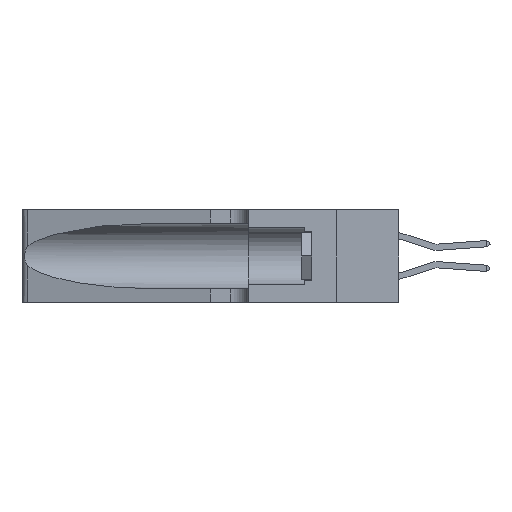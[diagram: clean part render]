
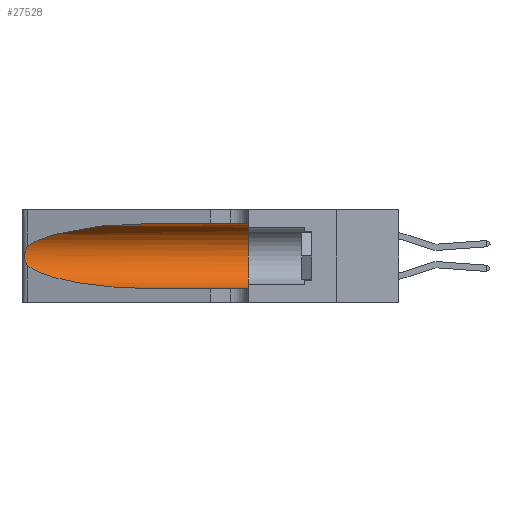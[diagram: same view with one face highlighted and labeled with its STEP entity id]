
A CAD part, left-side view. The second image highlights one B-rep face of the part: STEP entity #27528.
In plain terms, the highlighted cylindrical face has radius 3.308 mm (diameter 6.617 mm), a partial arc.
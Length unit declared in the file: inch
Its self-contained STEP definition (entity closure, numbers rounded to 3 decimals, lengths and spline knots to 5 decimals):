
#846 = CARTESIAN_POINT ( 'NONE',  ( 0.26075, 1.23896, 0.19203 ) ) ;
#4206 = CARTESIAN_POINT ( 'NONE',  ( 0.26017, 1.23833, 0.17102 ) ) ;
#5239 = CARTESIAN_POINT ( 'NONE',  ( 0.1305, 1.61858, 0.05475 ) ) ;
#7480 = CARTESIAN_POINT ( 'NONE',  ( 0.25789, 1.23486, 0.15765 ) ) ;
#7924 = CARTESIAN_POINT ( 'NONE',  ( 0.2373, 1.15595, 0.08982 ) ) ;
#7937 = LINE ( 'NONE', #30442, #40582 ) ;
#8100 =( BOUNDED_CURVE ( )  B_SPLINE_CURVE ( 3, ( #34000, #7924, #27449, #37246 ),
 .UNSPECIFIED., .F., .F. ) 
 B_SPLINE_CURVE_WITH_KNOTS ( ( 4, 4 ),
 ( 3.44316, 4.71239 ),
 .UNSPECIFIED. ) 
 CURVE ( )  GEOMETRIC_REPRESENTATION_ITEM ( )  RATIONAL_B_SPLINE_CURVE ( ( 1., 0.87, 0.87, 1. ) ) 
 REPRESENTATION_ITEM ( '' )  );
#8648 = DIRECTION ( 'NONE',  ( 0., -1., 0. ) ) ;
#8743 = ORIENTED_EDGE ( 'NONE', *, *, #17726, .T. ) ;
#9476 = DIRECTION ( 'NONE',  ( 0., 1., 0. ) ) ;
#9866 = AXIS2_PLACEMENT_3D ( 'NONE', #29017, #9476, #32293 ) ;
#10527 = EDGE_CURVE ( 'NONE', #33791, #11395, #38422, .T. ) ;
#10624 = CARTESIAN_POINT ( 'NONE',  ( 0.25487, 1.22718, 0.22369 ) ) ;
#10765 = CARTESIAN_POINT ( 'NONE',  ( 0.25555, 1.22993, 0.14849 ) ) ;
#10829 = VERTEX_POINT ( 'NONE', #17271 ) ;
#10865 = CYLINDRICAL_SURFACE ( 'NONE', #34407, 0.13025 ) ;
#11395 = VERTEX_POINT ( 'NONE', #33040 ) ;
#12383 = CARTESIAN_POINT ( 'NONE',  ( 0.25487, 1.22718, 0.14631 ) ) ;
#12972 = FACE_OUTER_BOUND ( 'NONE', #13834, .T. ) ;
#13834 = EDGE_LOOP ( 'NONE', ( #23959, #26673, #8743, #16676, #39654, #19959 ) ) ;
#14340 = DIRECTION ( 'NONE',  ( 0., -1., 0. ) ) ;
#15174 = CARTESIAN_POINT ( 'NONE',  ( 0.18966, 0.96281, 0.31525 ) ) ;
#16676 = ORIENTED_EDGE ( 'NONE', *, *, #33140, .T. ) ;
#17202 = CARTESIAN_POINT ( 'NONE',  ( 0.25787, 1.23484, 0.2124 ) ) ;
#17271 = CARTESIAN_POINT ( 'NONE',  ( 0.1305, 0.35, 0.31525 ) ) ;
#17726 = EDGE_CURVE ( 'NONE', #20356, #26514, #8100, .T. ) ;
#19959 = ORIENTED_EDGE ( 'NONE', *, *, #33624, .F. ) ;
#20356 = VERTEX_POINT ( 'NONE', #12383 ) ;
#20459 = CARTESIAN_POINT ( 'NONE',  ( 0.26018, 1.23835, 0.19895 ) ) ;
#22452 = CARTESIAN_POINT ( 'NONE',  ( 0.1305, 0.72297, 0.05475 ) ) ;
#23719 = CARTESIAN_POINT ( 'NONE',  ( 0.26075, 1.23896, 0.178 ) ) ;
#23959 = ORIENTED_EDGE ( 'NONE', *, *, #10527, .T. ) ;
#26374 = VECTOR ( 'NONE', #8648, 39.37008 ) ;
#26514 = VERTEX_POINT ( 'NONE', #22452 ) ;
#26673 = ORIENTED_EDGE ( 'NONE', *, *, #31544, .T. ) ;
#27005 = CARTESIAN_POINT ( 'NONE',  ( 0.25856, 1.23593, 0.16098 ) ) ;
#27449 = CARTESIAN_POINT ( 'NONE',  ( 0.18966, 0.96281, 0.05475 ) ) ;
#27528 = ADVANCED_FACE ( 'NONE', ( #12972 ), #10865, .F. ) ;
#27623 = DIRECTION ( 'NONE',  ( 0., -1., 0. ) ) ;
#27719 = B_SPLINE_CURVE_WITH_KNOTS ( 'NONE', 3,
 ( #10624, #33424, #36672, #17202, #39982, #20459, #846, #23719, #4206, #27005, #7480, #30317, #10765, #33560 ),
 .UNSPECIFIED., .F., .F.,
 ( 4, 2, 2, 2, 2, 2, 4 ),
 ( 0., 0.00027, 0.00053, 0.00107, 0.0016, 0.00187, 0.00214 ),
 .UNSPECIFIED. ) ;
#29017 = CARTESIAN_POINT ( 'NONE',  ( 0.1305, 0.35, 0.185 ) ) ;
#29820 = CARTESIAN_POINT ( 'NONE',  ( 0.1305, 0.35, 0.05475 ) ) ;
#30317 = CARTESIAN_POINT ( 'NONE',  ( 0.25639, 1.23186, 0.15144 ) ) ;
#30442 = CARTESIAN_POINT ( 'NONE',  ( 0.1305, 1.61858, 0.31525 ) ) ;
#31544 = EDGE_CURVE ( 'NONE', #11395, #20356, #27719, .T. ) ;
#32293 = DIRECTION ( 'NONE',  ( 0., 0., 1. ) ) ;
#33040 = CARTESIAN_POINT ( 'NONE',  ( 0.25487, 1.22718, 0.22369 ) ) ;
#33140 = EDGE_CURVE ( 'NONE', #26514, #39004, #35044, .T. ) ;
#33424 = CARTESIAN_POINT ( 'NONE',  ( 0.25555, 1.22994, 0.2215 ) ) ;
#33560 = CARTESIAN_POINT ( 'NONE',  ( 0.25487, 1.22718, 0.14631 ) ) ;
#33624 = EDGE_CURVE ( 'NONE', #33791, #10829, #7937, .T. ) ;
#33791 = VERTEX_POINT ( 'NONE', #35137 ) ;
#34000 = CARTESIAN_POINT ( 'NONE',  ( 0.25487, 1.22718, 0.14631 ) ) ;
#34029 = CARTESIAN_POINT ( 'NONE',  ( 0.1305, 1.61858, 0.185 ) ) ;
#34167 = DIRECTION ( 'NONE',  ( 0., 0., -1. ) ) ;
#34407 = AXIS2_PLACEMENT_3D ( 'NONE', #34029, #27623, #34167 ) ;
#34682 = CARTESIAN_POINT ( 'NONE',  ( 0.2373, 1.15595, 0.28018 ) ) ;
#35044 = LINE ( 'NONE', #5239, #26374 ) ;
#35137 = CARTESIAN_POINT ( 'NONE',  ( 0.1305, 0.72297, 0.31525 ) ) ;
#36672 = CARTESIAN_POINT ( 'NONE',  ( 0.25639, 1.23184, 0.21858 ) ) ;
#37246 = CARTESIAN_POINT ( 'NONE',  ( 0.1305, 0.72297, 0.05475 ) ) ;
#37937 = CARTESIAN_POINT ( 'NONE',  ( 0.1305, 0.72297, 0.31525 ) ) ;
#38422 =( BOUNDED_CURVE ( )  B_SPLINE_CURVE ( 3, ( #37937, #15174, #34682, #41225 ),
 .UNSPECIFIED., .F., .T. ) 
 B_SPLINE_CURVE_WITH_KNOTS ( ( 4, 4 ),
 ( 1.5708, 2.84003 ),
 .UNSPECIFIED. ) 
 CURVE ( )  GEOMETRIC_REPRESENTATION_ITEM ( )  RATIONAL_B_SPLINE_CURVE ( ( 1., 0.87, 0.87, 1. ) ) 
 REPRESENTATION_ITEM ( '' )  );
#39004 = VERTEX_POINT ( 'NONE', #29820 ) ;
#39436 = CIRCLE ( 'NONE', #9866, 0.13025 ) ;
#39654 = ORIENTED_EDGE ( 'NONE', *, *, #41837, .F. ) ;
#39982 = CARTESIAN_POINT ( 'NONE',  ( 0.25854, 1.2359, 0.20912 ) ) ;
#40582 = VECTOR ( 'NONE', #14340, 39.37008 ) ;
#41225 = CARTESIAN_POINT ( 'NONE',  ( 0.25487, 1.22718, 0.22369 ) ) ;
#41837 = EDGE_CURVE ( 'NONE', #10829, #39004, #39436, .T. ) ;
